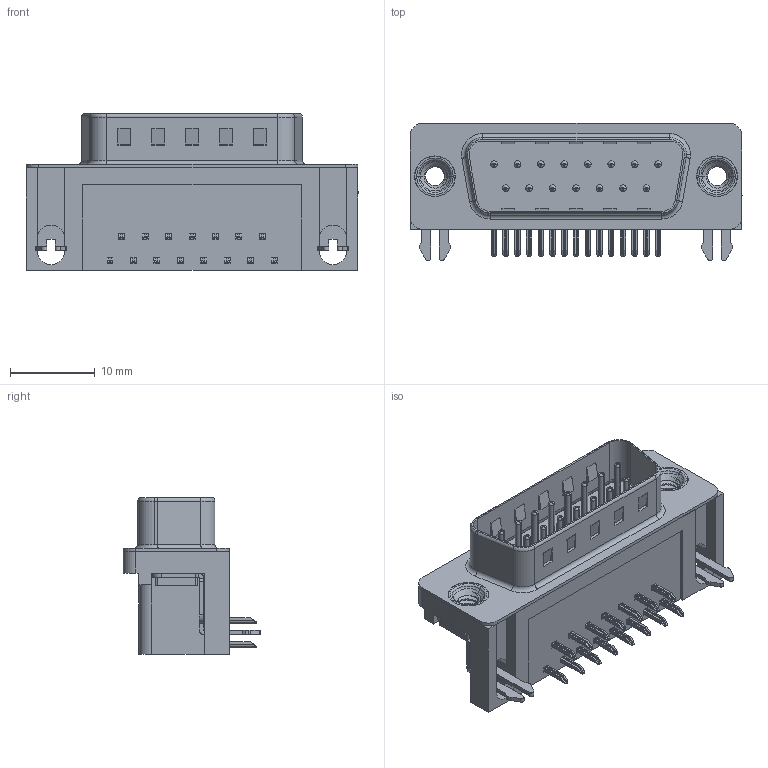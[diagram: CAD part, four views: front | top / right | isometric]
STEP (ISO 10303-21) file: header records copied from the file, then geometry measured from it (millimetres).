
FILE_DESCRIPTION (( 'STEP AP203' ), '1' );
FILE_NAME ('MHDR-15MNS-A1.STEP', '2025-11-26T16:24:58', ( '' ), ( '' ), 'SwSTEP 2.0', 'SolidWorks 2023', '' );
FILE_SCHEMA (( 'CONFIG_CONTROL_DESIGN' ));
Length unit declared in the file: millimetre
Products named in the file (7): MHDR 2 Prong Board Lock; MHDR Contact Top; MHDR Shell_15 Socket; MHDR Contact Bottom; MHDR 4-40 Threaded Rivet; MHDR-15MNS-A1; MHDR Housing_15 Socket
Assembly tree (21 placements, depth 2):
  MHDR-15MNS-A1
    MHDR Housing_15 Socket
    MHDR Shell_15 Socket
    MHDR Contact Bottom  x7
    MHDR Contact Top  x8
    MHDR 2 Prong Board Lock  x2
    MHDR 4-40 Threaded Rivet  x2
Bounding box: 39.22 x 16.25 x 18.5 mm (x, y, z)
Volume: 4449.5 mm3; surface area: 5697.5 mm2
Topology: 21 solids, 21 shells, 1517 faces, 3799 edges, 2361 vertices
Faces by surface type: plane 925, cylinder 453, torus 121, cone 12, bspline 6
Entity records: 19618 total; most frequent: CARTESIAN_POINT 4702, DIRECTION 2920, ORIENTED_EDGE 2824, EDGE_CURVE 1412, AXIS2_PLACEMENT_3D 975, LINE 970, VECTOR 970, VERTEX_POINT 903
